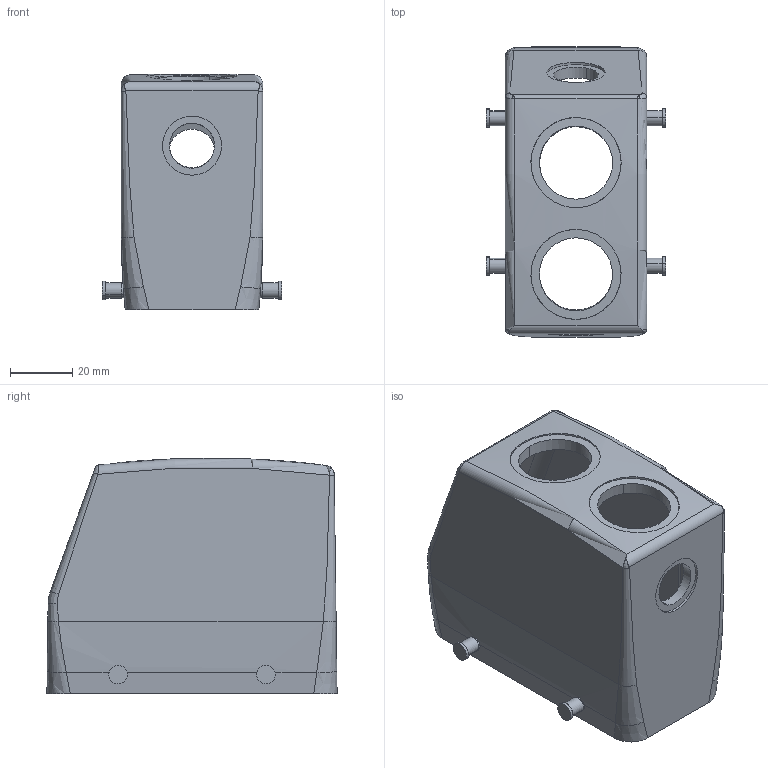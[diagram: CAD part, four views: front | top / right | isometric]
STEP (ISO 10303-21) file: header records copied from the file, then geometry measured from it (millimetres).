
FILE_DESCRIPTION(('CATIA V5 STEP Exchange','CAx-IF Rec.Pracs.--- Model Styling and Organization---1.5--- 2016-08-15','CAx-IF Rec.Pracs.---Supplemental Geometry---1.0---2011-11-01','CAx-IF Rec.Pracs.--- Composite Materials ---1.1---2010-07-15'),'2;1');
FILE_NAME ('446273-4_0', '2026-02-13T10:34:45+00:00', ('none'), ('Weidmueller'), 'CATIA Version 5-6 Release 2024 SP4', 'CATIA V5 STEP AP214 v3', 'none');
FILE_SCHEMA(('AUTOMOTIVE_DESIGN { 1 0 10303 214 1 1 1 1 }'));
Length unit declared in the file: millimetre
Products named in the file (1): 1251020000
Bounding box: 57.8 x 93.3 x 75.8 mm (x, y, z)
Volume: 103781.7 mm3; surface area: 41848.6 mm2
Topology: 1 solids, 1 shells, 1649 faces, 4687 edges, 2883 vertices
Faces by surface type: plane 1010, cylinder 551, cone 56, bspline 22, torus 10
Entity records: 50636 total; most frequent: CARTESIAN_POINT 11526, ORIENTED_EDGE 9354, DIRECTION 6080, EDGE_CURVE 4677, VERTEX_POINT 2883, AXIS2_PLACEMENT_3D 2871, VECTOR 2440, LINE 2440
